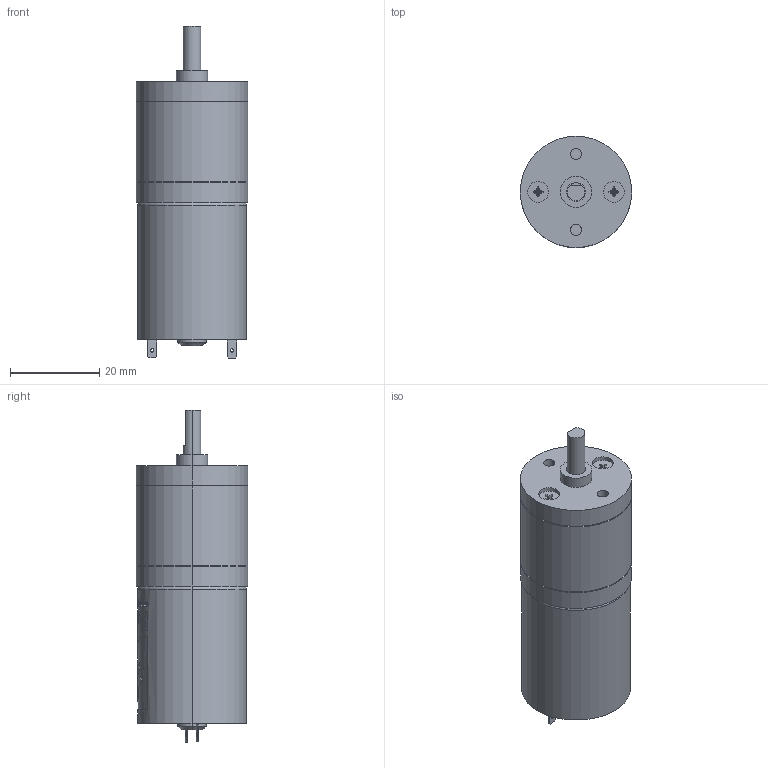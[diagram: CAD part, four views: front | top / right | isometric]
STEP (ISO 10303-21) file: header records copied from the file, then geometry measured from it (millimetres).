
FILE_DESCRIPTION (( 'STEP AP214' ), '1' );
FILE_NAME ('25d-metal-gearmotor-378-499.step', '2016-02-24T21:12:05', ( '' ), ( '' ), 'SwSTEP 2.0', 'SolidWorks 2015', '' );
FILE_SCHEMA (( 'AUTOMOTIVE_DESIGN' ));
Length unit declared in the file: millimetre
Products named in the file (1): 25d-metal-gearmotor-378-499
Bounding box: 25 x 25 x 74.5 mm (x, y, z)
Volume: 27356.3 mm3; surface area: 6252.8 mm2
Topology: 1 solids, 1 shells, 414 faces, 1032 edges, 664 vertices
Faces by surface type: plane 217, bspline 123, cylinder 62, cone 10, torus 2
Entity records: 26676 total; most frequent: CARTESIAN_POINT 13287, ORIENTED_EDGE 2064, DIRECTION 1395, EDGE_CURVE 1032, VERTEX_POINT 664, AXIS2_PLACEMENT_3D 482, EDGE_LOOP 462, VECTOR 431
